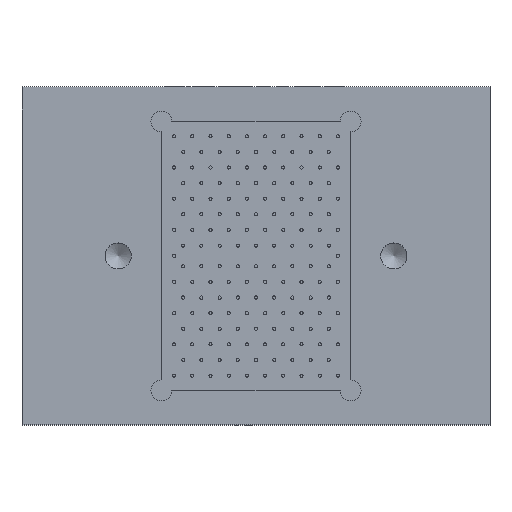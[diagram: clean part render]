
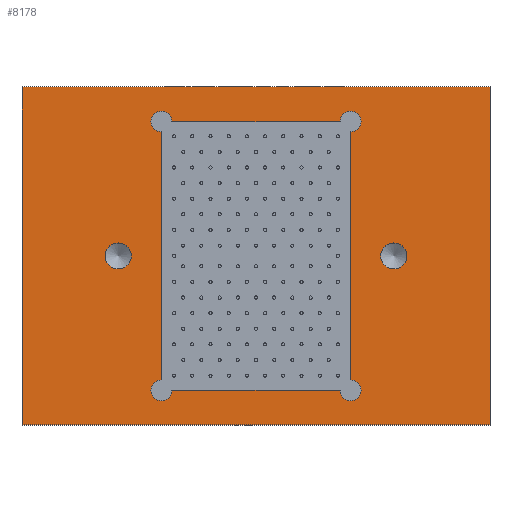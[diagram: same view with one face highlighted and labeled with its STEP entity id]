
A CAD part, top view. The second image highlights one B-rep face of the part: STEP entity #8178.
In plain terms, the highlighted planar face has unit normal (0, 0, 1).
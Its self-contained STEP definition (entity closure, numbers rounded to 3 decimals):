
#238=CIRCLE('',#8609,2.);
#239=CIRCLE('',#8610,2.);
#240=CIRCLE('',#8611,2.);
#241=CIRCLE('',#8612,2.);
#242=CIRCLE('',#8613,2.5);
#243=CIRCLE('',#8614,2.5);
#708=ORIENTED_EDGE('',*,*,#1994,.F.);
#709=ORIENTED_EDGE('',*,*,#1995,.T.);
#710=ORIENTED_EDGE('',*,*,#1996,.F.);
#711=ORIENTED_EDGE('',*,*,#1997,.T.);
#712=ORIENTED_EDGE('',*,*,#1998,.F.);
#713=ORIENTED_EDGE('',*,*,#1999,.T.);
#714=ORIENTED_EDGE('',*,*,#2000,.F.);
#715=ORIENTED_EDGE('',*,*,#2001,.T.);
#716=ORIENTED_EDGE('',*,*,#2002,.T.);
#717=ORIENTED_EDGE('',*,*,#2003,.T.);
#718=ORIENTED_EDGE('',*,*,#2004,.T.);
#719=ORIENTED_EDGE('',*,*,#2005,.F.);
#720=ORIENTED_EDGE('',*,*,#1962,.T.);
#721=ORIENTED_EDGE('',*,*,#2006,.F.);
#1962=EDGE_CURVE('',#2606,#2605,#3121,.T.);
#1994=EDGE_CURVE('',#2637,#2638,#3144,.T.);
#1995=EDGE_CURVE('',#2637,#2639,#238,.T.);
#1996=EDGE_CURVE('',#2640,#2639,#3145,.T.);
#1997=EDGE_CURVE('',#2640,#2641,#239,.T.);
#1998=EDGE_CURVE('',#2642,#2641,#3146,.T.);
#1999=EDGE_CURVE('',#2642,#2643,#240,.T.);
#2000=EDGE_CURVE('',#2644,#2643,#3147,.T.);
#2001=EDGE_CURVE('',#2644,#2638,#241,.T.);
#2002=EDGE_CURVE('',#2645,#2645,#242,.T.);
#2003=EDGE_CURVE('',#2646,#2646,#243,.T.);
#2004=EDGE_CURVE('',#2647,#2648,#3148,.T.);
#2005=EDGE_CURVE('',#2606,#2648,#3149,.T.);
#2006=EDGE_CURVE('',#2647,#2605,#3150,.T.);
#2605=VERTEX_POINT('',#11315);
#2606=VERTEX_POINT('',#11317);
#2637=VERTEX_POINT('',#11507);
#2638=VERTEX_POINT('',#11508);
#2639=VERTEX_POINT('',#11510);
#2640=VERTEX_POINT('',#11512);
#2641=VERTEX_POINT('',#11514);
#2642=VERTEX_POINT('',#11516);
#2643=VERTEX_POINT('',#11518);
#2644=VERTEX_POINT('',#11520);
#2645=VERTEX_POINT('',#11523);
#2646=VERTEX_POINT('',#11525);
#2647=VERTEX_POINT('',#11527);
#2648=VERTEX_POINT('',#11528);
#3121=LINE('',#11316,#3346);
#3144=LINE('',#11506,#3369);
#3145=LINE('',#11511,#3370);
#3146=LINE('',#11515,#3371);
#3147=LINE('',#11519,#3372);
#3148=LINE('',#11526,#3373);
#3149=LINE('',#11529,#3374);
#3150=LINE('',#11530,#3375);
#3346=VECTOR('',#9444,1000.);
#3369=VECTOR('',#9469,1000.);
#3370=VECTOR('',#9472,1000.);
#3371=VECTOR('',#9475,1000.);
#3372=VECTOR('',#9478,1000.);
#3373=VECTOR('',#9485,1000.);
#3374=VECTOR('',#9486,1000.);
#3375=VECTOR('',#9487,1000.);
#3558=EDGE_LOOP('',(#708,#709,#710,#711,#712,#713,#714,#715));
#3559=EDGE_LOOP('',(#716));
#3560=EDGE_LOOP('',(#717));
#3561=EDGE_LOOP('',(#718,#719,#720,#721));
#4275=FACE_BOUND('',#3558,.T.);
#4276=FACE_BOUND('',#3559,.T.);
#4277=FACE_BOUND('',#3560,.T.);
#4278=FACE_BOUND('',#3561,.T.);
#4990=PLANE('',#8608);
#8178=ADVANCED_FACE('',(#4275,#4276,#4277,#4278),#4990,.T.);
#8608=AXIS2_PLACEMENT_3D('',#11505,#9467,#9468);
#8609=AXIS2_PLACEMENT_3D('',#11509,#9470,#9471);
#8610=AXIS2_PLACEMENT_3D('',#11513,#9473,#9474);
#8611=AXIS2_PLACEMENT_3D('',#11517,#9476,#9477);
#8612=AXIS2_PLACEMENT_3D('',#11521,#9479,#9480);
#8613=AXIS2_PLACEMENT_3D('',#11522,#9481,#9482);
#8614=AXIS2_PLACEMENT_3D('',#11524,#9483,#9484);
#9444=DIRECTION('',(-1.,0.,0.));
#9467=DIRECTION('',(0.,0.,1.));
#9468=DIRECTION('',(1.,0.,0.));
#9469=DIRECTION('',(1.,0.,0.));
#9470=DIRECTION('',(0.,0.,-1.));
#9471=DIRECTION('',(1.,0.,0.));
#9472=DIRECTION('',(0.,-1.,0.));
#9473=DIRECTION('',(0.,0.,-1.));
#9474=DIRECTION('',(1.,0.,0.));
#9475=DIRECTION('',(-1.,0.,0.));
#9476=DIRECTION('',(0.,0.,-1.));
#9477=DIRECTION('',(1.,0.,0.));
#9478=DIRECTION('',(0.,1.,0.));
#9479=DIRECTION('',(0.,0.,-1.));
#9480=DIRECTION('',(1.,0.,0.));
#9481=DIRECTION('',(0.,0.,-1.));
#9482=DIRECTION('',(0.,-1.,0.));
#9483=DIRECTION('',(0.,0.,-1.));
#9484=DIRECTION('',(0.,-1.,0.));
#9485=DIRECTION('',(1.,0.,0.));
#9486=DIRECTION('',(0.,-1.,0.));
#9487=DIRECTION('',(0.,1.,0.));
#11315=CARTESIAN_POINT('',(-45.,32.5,15.));
#11316=CARTESIAN_POINT('',(45.,32.5,15.));
#11317=CARTESIAN_POINT('',(45.,32.5,15.));
#11505=CARTESIAN_POINT('',(-45.,-32.5,15.));
#11506=CARTESIAN_POINT('',(-18.2,-25.85,15.));
#11507=CARTESIAN_POINT('',(-16.2,-25.85,15.));
#11508=CARTESIAN_POINT('',(16.2,-25.85,15.));
#11509=CARTESIAN_POINT('',(-18.2,-25.85,15.));
#11510=CARTESIAN_POINT('',(-18.2,-23.85,15.));
#11511=CARTESIAN_POINT('',(-18.2,25.85,15.));
#11512=CARTESIAN_POINT('',(-18.2,23.85,15.));
#11513=CARTESIAN_POINT('',(-18.2,25.85,15.));
#11514=CARTESIAN_POINT('',(-16.2,25.85,15.));
#11515=CARTESIAN_POINT('',(18.2,25.85,15.));
#11516=CARTESIAN_POINT('',(16.2,25.85,15.));
#11517=CARTESIAN_POINT('',(18.2,25.85,15.));
#11518=CARTESIAN_POINT('',(18.2,23.85,15.));
#11519=CARTESIAN_POINT('',(18.2,-25.85,15.));
#11520=CARTESIAN_POINT('',(18.2,-23.85,15.));
#11521=CARTESIAN_POINT('',(18.2,-25.85,15.));
#11522=CARTESIAN_POINT('',(26.5,0.,15.));
#11523=CARTESIAN_POINT('',(26.5,-2.5,15.));
#11524=CARTESIAN_POINT('',(-26.5,0.,15.));
#11525=CARTESIAN_POINT('',(-26.5,-2.5,15.));
#11526=CARTESIAN_POINT('',(-45.,-32.5,15.));
#11527=CARTESIAN_POINT('',(-45.,-32.5,15.));
#11528=CARTESIAN_POINT('',(45.,-32.5,15.));
#11529=CARTESIAN_POINT('',(45.,-32.5,15.));
#11530=CARTESIAN_POINT('',(-45.,-32.5,15.));
